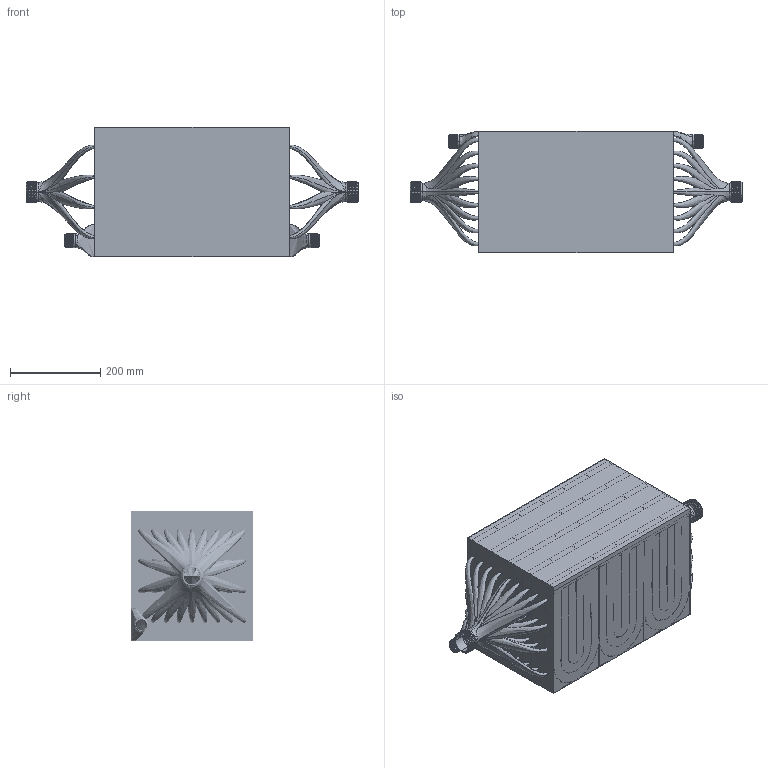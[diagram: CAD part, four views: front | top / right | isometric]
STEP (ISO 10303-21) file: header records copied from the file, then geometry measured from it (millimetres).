
FILE_DESCRIPTION(('FreeCAD Model'),'2;1');
FILE_NAME('Open CASCADE Shape Model','2025-04-26T16:20:31',('FreeCAD'),( 'FreeCAD'),'Open CASCADE STEP processor 7.6','FreeCAD','Unknown');
FILE_SCHEMA(('AUTOMOTIVE_DESIGN { 1 0 10303 214 1 1 1 1 }'));
Products named in the file (1): Open CASCADE STEP translator 7.6 1
Bounding box: 733.84 x 268.55 x 287.22 mm (x, y, z)
Volume: 5289996.6 mm3; surface area: 7151288 mm2
Topology: 1 solids, 12 shells, 2110 faces, 6293 edges, 3917 vertices
Faces by surface type: bspline 2110
Entity records: 331898 total; most frequent: CARTESIAN_POINT 297353, ORIENTED_EDGE 12586, EDGE_CURVE 6293, B_SPLINE_CURVE_WITH_KNOTS 4085, VERTEX_POINT 3917, FACE_BOUND 2258, EDGE_LOOP 2258, ADVANCED_FACE 2110
